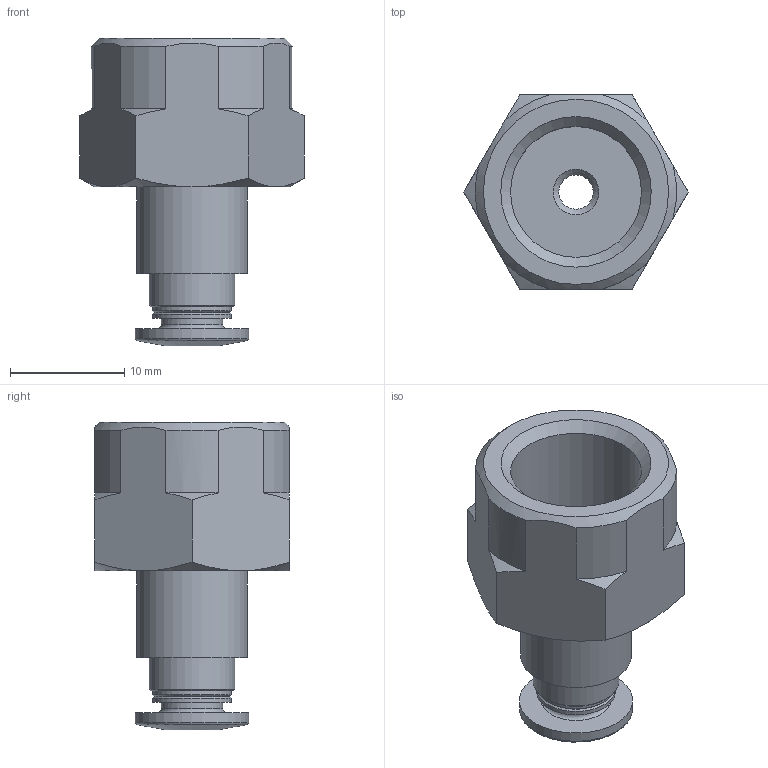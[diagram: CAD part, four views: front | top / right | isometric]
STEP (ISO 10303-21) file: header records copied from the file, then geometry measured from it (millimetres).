
FILE_DESCRIPTION(/* description */ ('STEP AP214'),/* implementation_level */ '2;1');
FILE_NAME(/* name */ '190650_QSF-1_4-4-B',/* time_stamp */ '2024-09-14T06:44:37+02:00',/* author */ ('License CC BY-ND 4.0'),/* organization */ ('CADENAS'),/* preprocessor_version */ 'ST-DEVELOPER v19.3',/* originating_system */ 'PARTsolutions',/* authorisation */ ' ');
FILE_SCHEMA (('AUTOMOTIVE_DESIGN {1 0 10303 214 3 1 1}'));
Length unit declared in the file: millimetre
Products named in the file (1): 190650 QSF-1/4-4-B
Bounding box: 19.63 x 17 x 26.9 mm (x, y, z)
Volume: 2855.6 mm3; surface area: 2181.7 mm2
Topology: 1 solids, 1 shells, 51 faces, 112 edges, 69 vertices
Faces by surface type: cone 19, cylinder 15, plane 14, torus 3
Full cylindrical faces by diameter (mm): 3 x1, 4 x1, 5.4 x1, 6.9 x2, 7.5 x1, 9.7 x1, 9.9 x1, 11.445 x1
Entity records: 1711 total; most frequent: CARTESIAN_POINT 308, DIRECTION 210, ORIENTED_EDGE 184, AXIS2_PLACEMENT_3D 96, EDGE_CURVE 92, EDGE_LOOP 78, FACE_BOUND 78, VERTEX_POINT 68
